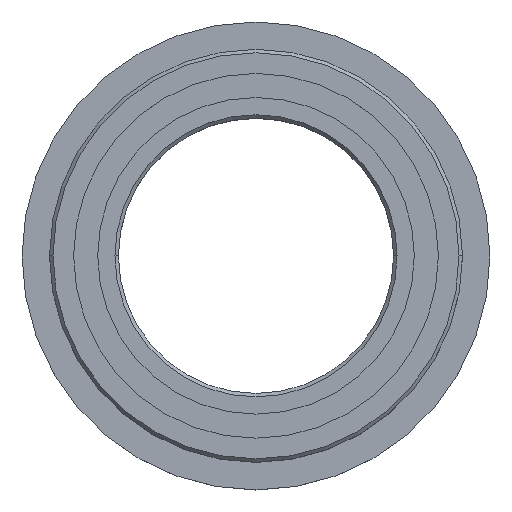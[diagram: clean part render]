
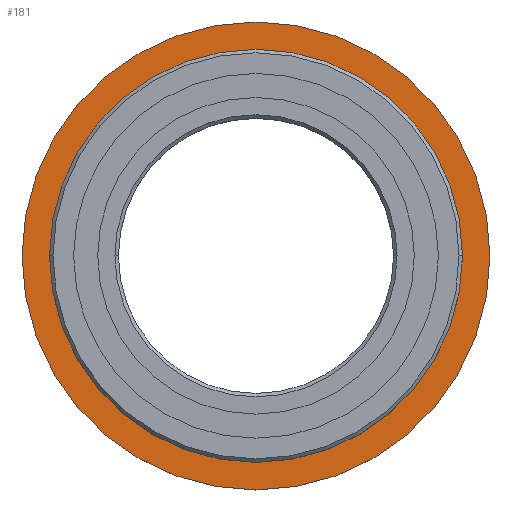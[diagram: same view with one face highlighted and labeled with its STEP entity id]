
A CAD part, top view. The second image highlights one B-rep face of the part: STEP entity #181.
In plain terms, the highlighted planar face has unit normal (0, 0, 1).
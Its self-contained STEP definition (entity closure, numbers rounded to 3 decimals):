
#22 = DIRECTION ( 'NONE',  ( 0., 0., 1. ) ) ;
#42 = DIRECTION ( 'NONE',  ( 0., 0., -1. ) ) ;
#48 = CARTESIAN_POINT ( 'NONE',  ( 0., 0., -0.95 ) ) ;
#50 = ORIENTED_EDGE ( 'NONE', *, *, #721, .T. ) ;
#69 = VERTEX_POINT ( 'NONE', #690 ) ;
#100 = CARTESIAN_POINT ( 'NONE',  ( 6.8, 0., -0.95 ) ) ;
#107 = CARTESIAN_POINT ( 'NONE',  ( -6.8, 0., -0.95 ) ) ;
#131 = DIRECTION ( 'NONE',  ( 0., 0., 1. ) ) ;
#136 = ORIENTED_EDGE ( 'NONE', *, *, #677, .F. ) ;
#139 = AXIS2_PLACEMENT_3D ( 'NONE', #157, #42, #646 ) ;
#157 = CARTESIAN_POINT ( 'NONE',  ( 0., 6.8, -0.95 ) ) ;
#181 = ADVANCED_FACE ( 'NONE', ( #200, #672 ), #516, .F. ) ;
#200 = FACE_BOUND ( 'NONE', #789, .T. ) ;
#206 = DIRECTION ( 'NONE',  ( 1., 0., 0. ) ) ;
#226 = CARTESIAN_POINT ( 'NONE',  ( 6., 0., -0.95 ) ) ;
#268 = CIRCLE ( 'NONE', #578, 6.8 ) ;
#269 = DIRECTION ( 'NONE',  ( 1., 0., 0. ) ) ;
#293 = EDGE_CURVE ( 'NONE', #354, #297, #718, .T. ) ;
#297 = VERTEX_POINT ( 'NONE', #100 ) ;
#307 = DIRECTION ( 'NONE',  ( 1., 0., 0. ) ) ;
#354 = VERTEX_POINT ( 'NONE', #107 ) ;
#378 = EDGE_LOOP ( 'NONE', ( #50, #773 ) ) ;
#380 = CIRCLE ( 'NONE', #492, 6. ) ;
#406 = ORIENTED_EDGE ( 'NONE', *, *, #663, .F. ) ;
#423 = CIRCLE ( 'NONE', #621, 6. ) ;
#474 = DIRECTION ( 'NONE',  ( 0., 0., 1. ) ) ;
#492 = AXIS2_PLACEMENT_3D ( 'NONE', #624, #131, #307 ) ;
#516 = PLANE ( 'NONE',  #139 ) ;
#521 = VERTEX_POINT ( 'NONE', #226 ) ;
#568 = CARTESIAN_POINT ( 'NONE',  ( 0., 0., -0.95 ) ) ;
#573 = CARTESIAN_POINT ( 'NONE',  ( 0., 0., -0.95 ) ) ;
#578 = AXIS2_PLACEMENT_3D ( 'NONE', #573, #22, #206 ) ;
#600 = DIRECTION ( 'NONE',  ( 1., 0., 0. ) ) ;
#621 = AXIS2_PLACEMENT_3D ( 'NONE', #568, #762, #269 ) ;
#624 = CARTESIAN_POINT ( 'NONE',  ( 0., 0., -0.95 ) ) ;
#646 = DIRECTION ( 'NONE',  ( -1., 0., 0. ) ) ;
#663 = EDGE_CURVE ( 'NONE', #521, #69, #380, .T. ) ;
#672 = FACE_OUTER_BOUND ( 'NONE', #378, .T. ) ;
#677 = EDGE_CURVE ( 'NONE', #69, #521, #423, .T. ) ;
#690 = CARTESIAN_POINT ( 'NONE',  ( -6., 0., -0.95 ) ) ;
#718 = CIRCLE ( 'NONE', #779, 6.8 ) ;
#721 = EDGE_CURVE ( 'NONE', #297, #354, #268, .T. ) ;
#762 = DIRECTION ( 'NONE',  ( 0., 0., 1. ) ) ;
#773 = ORIENTED_EDGE ( 'NONE', *, *, #293, .T. ) ;
#779 = AXIS2_PLACEMENT_3D ( 'NONE', #48, #474, #600 ) ;
#789 = EDGE_LOOP ( 'NONE', ( #406, #136 ) ) ;
